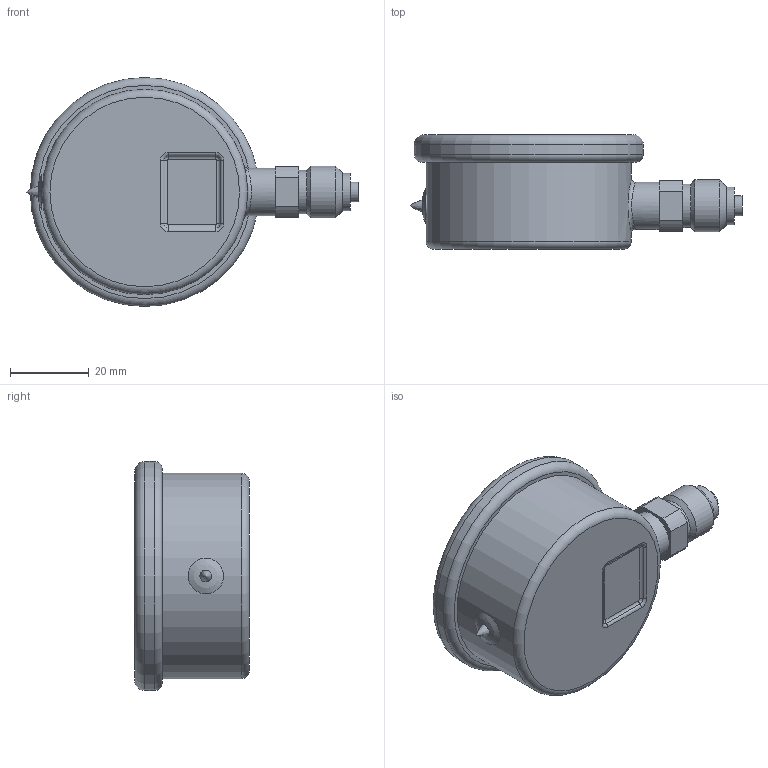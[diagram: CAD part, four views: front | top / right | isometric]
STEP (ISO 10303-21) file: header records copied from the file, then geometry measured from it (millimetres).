
FILE_DESCRIPTION(/* description */ ('ТМ-221Р'),/* implementation_level */ '2;1');
FILE_NAME(/* name */ 'ТМ-221Р.stp',/* time_stamp */ '2023-10-05T13:35:03+03:00',/* author */ ('Tech'),/* organization */ (''),/* preprocessor_version */ 'ST-DEVELOPER v18.1',/* originating_system */ 'Autodesk Inventor 2021',/* authorisation */ '');
FILE_SCHEMA (('AUTOMOTIVE_DESIGN { 1 0 10303 214 3 1 1 }'));
Length unit declared in the file: millimetre
Products named in the file (1): ТМ-221Р
Bounding box: 84.07 x 29 x 58 mm (x, y, z)
Volume: 66101.2 mm3; surface area: 11241.6 mm2
Topology: 2 solids, 2 shells, 374 faces, 930 edges, 624 vertices
Faces by surface type: plane 317, cylinder 31, bspline 16, torus 8, cone 2
Full cylindrical faces by diameter (mm): 0.518 x1, 3.5 x1, 5 x1, 6 x1, 9.5 x1, 11 x1, 12 x1, 13.157 x1, 47 x1, 52 x1, 58 x1
Entity records: 11257 total; most frequent: CARTESIAN_POINT 2238, ORIENTED_EDGE 1860, DIRECTION 1740, EDGE_CURVE 930, LINE 792, VECTOR 792, VERTEX_POINT 625, AXIS2_PLACEMENT_3D 474
